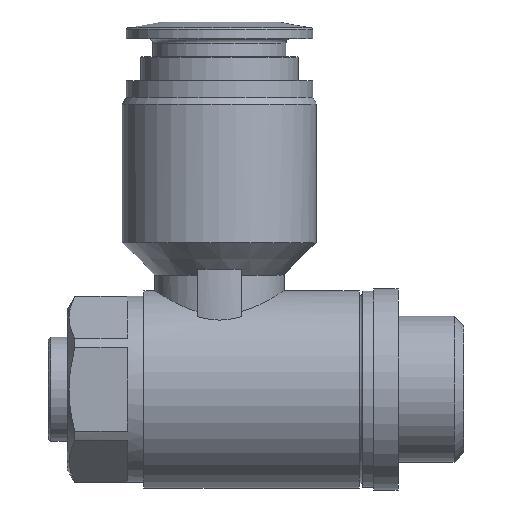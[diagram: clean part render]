
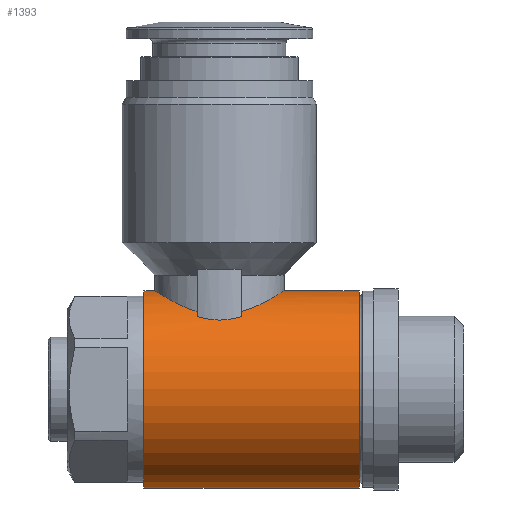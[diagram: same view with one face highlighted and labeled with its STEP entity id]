
A CAD part, left-side view. The second image highlights one B-rep face of the part: STEP entity #1393.
In plain terms, the highlighted cylindrical face has radius 8.9 mm (diameter 17.8 mm), a full revolution.
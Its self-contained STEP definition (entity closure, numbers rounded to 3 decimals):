
#137=CIRCLE('',#1471,8.9);
#138=CIRCLE('',#1472,8.9);
#139=CIRCLE('',#1473,8.9);
#140=CIRCLE('',#1474,8.9);
#141=CIRCLE('',#1475,8.9);
#142=CIRCLE('',#1476,8.9);
#208=ORIENTED_EDGE('',*,*,#440,.F.);
#209=ORIENTED_EDGE('',*,*,#441,.T.);
#210=ORIENTED_EDGE('',*,*,#442,.F.);
#211=ORIENTED_EDGE('',*,*,#443,.F.);
#212=ORIENTED_EDGE('',*,*,#444,.F.);
#213=ORIENTED_EDGE('',*,*,#445,.F.);
#214=ORIENTED_EDGE('',*,*,#446,.F.);
#215=ORIENTED_EDGE('',*,*,#447,.F.);
#216=ORIENTED_EDGE('',*,*,#448,.F.);
#217=ORIENTED_EDGE('',*,*,#449,.F.);
#440=EDGE_CURVE('',#555,#555,#137,.T.);
#441=EDGE_CURVE('',#556,#556,#138,.T.);
#442=EDGE_CURVE('',#557,#558,#139,.T.);
#443=EDGE_CURVE('',#559,#557,#643,.T.);
#444=EDGE_CURVE('',#560,#559,#140,.T.);
#445=EDGE_CURVE('',#561,#560,#644,.T.);
#446=EDGE_CURVE('',#562,#561,#141,.T.);
#447=EDGE_CURVE('',#563,#562,#645,.T.);
#448=EDGE_CURVE('',#564,#563,#142,.T.);
#449=EDGE_CURVE('',#558,#564,#646,.T.);
#555=VERTEX_POINT('',#1938);
#556=VERTEX_POINT('',#1940);
#557=VERTEX_POINT('',#1942);
#558=VERTEX_POINT('',#1943);
#559=VERTEX_POINT('',#1953);
#560=VERTEX_POINT('',#1955);
#561=VERTEX_POINT('',#1961);
#562=VERTEX_POINT('',#1963);
#563=VERTEX_POINT('',#1973);
#564=VERTEX_POINT('',#1975);
#643=B_SPLINE_CURVE_WITH_KNOTS('',3,(#1944,#1945,#1946,#1947,#1948,#1949,
#1950,#1951,#1952),.UNSPECIFIED.,.F.,.F.,(4,1,1,1,1,1,4),(0.021,
0.025,0.026,0.028,0.03,
0.032,0.036),.UNSPECIFIED.);
#644=B_SPLINE_CURVE_WITH_KNOTS('',3,(#1956,#1957,#1958,#1959,#1960),
 .UNSPECIFIED.,.F.,.F.,(4,1,4),(0.,0.002,0.004),
 .UNSPECIFIED.);
#645=B_SPLINE_CURVE_WITH_KNOTS('',3,(#1964,#1965,#1966,#1967,#1968,#1969,
#1970,#1971,#1972),.UNSPECIFIED.,.F.,.F.,(4,1,1,1,1,1,4),(0.002,
0.006,0.008,0.009,0.011,
0.013,0.017),.UNSPECIFIED.);
#646=B_SPLINE_CURVE_WITH_KNOTS('',3,(#1976,#1977,#1978,#1979,#1980),
 .UNSPECIFIED.,.F.,.F.,(4,1,4),(0.,0.002,0.004),
 .UNSPECIFIED.);
#665=EDGE_LOOP('',(#208));
#666=EDGE_LOOP('',(#209));
#667=EDGE_LOOP('',(#210,#211,#212,#213,#214,#215,#216,#217));
#777=FACE_BOUND('',#665,.T.);
#778=FACE_BOUND('',#666,.T.);
#779=FACE_BOUND('',#667,.T.);
#886=CYLINDRICAL_SURFACE('',#1470,8.9);
#1393=ADVANCED_FACE('',(#777,#778,#779),#886,.T.);
#1470=AXIS2_PLACEMENT_3D('',#1936,#1614,#1615);
#1471=AXIS2_PLACEMENT_3D('',#1937,#1616,#1617);
#1472=AXIS2_PLACEMENT_3D('',#1939,#1618,#1619);
#1473=AXIS2_PLACEMENT_3D('',#1941,#1620,#1621);
#1474=AXIS2_PLACEMENT_3D('',#1954,#1622,#1623);
#1475=AXIS2_PLACEMENT_3D('',#1962,#1624,#1625);
#1476=AXIS2_PLACEMENT_3D('',#1974,#1626,#1627);
#1614=DIRECTION('',(0.,-1.,0.));
#1615=DIRECTION('',(0.,0.,-1.));
#1616=DIRECTION('',(0.,-1.,0.));
#1617=DIRECTION('',(0.,0.,-1.));
#1618=DIRECTION('',(0.,-1.,0.));
#1619=DIRECTION('',(0.,0.,-1.));
#1620=DIRECTION('',(0.,-1.,0.));
#1621=DIRECTION('',(0.,0.,-1.));
#1622=DIRECTION('',(0.,-1.,0.));
#1623=DIRECTION('',(0.,0.,-1.));
#1624=DIRECTION('',(0.,1.,0.));
#1625=DIRECTION('',(0.,0.,1.));
#1626=DIRECTION('',(0.,1.,0.));
#1627=DIRECTION('',(0.,0.,1.));
#1936=CARTESIAN_POINT('',(0.,-22.,0.));
#1937=CARTESIAN_POINT('',(0.,-12.6,0.));
#1938=CARTESIAN_POINT('',(0.,-12.6,-8.9));
#1939=CARTESIAN_POINT('',(0.,6.8,0.));
#1940=CARTESIAN_POINT('',(0.,6.8,-8.9));
#1941=CARTESIAN_POINT('',(0.,2.,0.));
#1942=CARTESIAN_POINT('',(-5.497,2.,6.999));
#1943=CARTESIAN_POINT('',(-6.027,2.,6.549));
#1944=CARTESIAN_POINT('',(5.497,2.,6.999));
#1945=CARTESIAN_POINT('',(5.089,3.123,7.32));
#1946=CARTESIAN_POINT('',(4.001,4.545,8.076));
#1947=CARTESIAN_POINT('',(1.86,5.648,8.765));
#1948=CARTESIAN_POINT('',(0.004,5.951,8.967));
#1949=CARTESIAN_POINT('',(-1.854,5.65,8.766));
#1950=CARTESIAN_POINT('',(-4.003,4.546,8.076));
#1951=CARTESIAN_POINT('',(-5.09,3.121,7.319));
#1952=CARTESIAN_POINT('',(-5.497,2.,6.999));
#1953=CARTESIAN_POINT('',(5.497,2.,6.999));
#1954=CARTESIAN_POINT('',(0.,2.,0.));
#1955=CARTESIAN_POINT('',(6.027,2.,6.549));
#1956=CARTESIAN_POINT('',(6.027,-2.,6.549));
#1957=CARTESIAN_POINT('',(6.237,-1.368,6.356));
#1958=CARTESIAN_POINT('',(6.463,-0.001,6.116));
#1959=CARTESIAN_POINT('',(6.237,1.368,6.356));
#1960=CARTESIAN_POINT('',(6.027,2.,6.549));
#1961=CARTESIAN_POINT('',(6.027,-2.,6.549));
#1962=CARTESIAN_POINT('',(0.,-2.,0.));
#1963=CARTESIAN_POINT('',(5.497,-2.,6.999));
#1964=CARTESIAN_POINT('',(-5.497,-2.,6.999));
#1965=CARTESIAN_POINT('',(-5.088,-3.127,7.321));
#1966=CARTESIAN_POINT('',(-3.995,-4.549,8.078));
#1967=CARTESIAN_POINT('',(-1.862,-5.646,8.763));
#1968=CARTESIAN_POINT('',(-0.013,-5.951,8.967));
#1969=CARTESIAN_POINT('',(1.852,-5.652,8.767));
#1970=CARTESIAN_POINT('',(4.006,-4.541,8.074));
#1971=CARTESIAN_POINT('',(5.086,-3.131,7.322));
#1972=CARTESIAN_POINT('',(5.497,-2.,6.999));
#1973=CARTESIAN_POINT('',(-5.497,-2.,6.999));
#1974=CARTESIAN_POINT('',(0.,-2.,0.));
#1975=CARTESIAN_POINT('',(-6.027,-2.,6.549));
#1976=CARTESIAN_POINT('',(-6.027,2.,6.549));
#1977=CARTESIAN_POINT('',(-6.237,1.368,6.356));
#1978=CARTESIAN_POINT('',(-6.463,0.001,6.116));
#1979=CARTESIAN_POINT('',(-6.237,-1.368,6.356));
#1980=CARTESIAN_POINT('',(-6.027,-2.,6.549));
